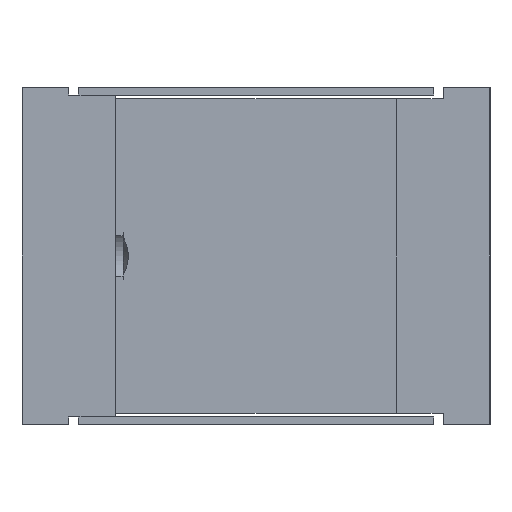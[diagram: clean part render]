
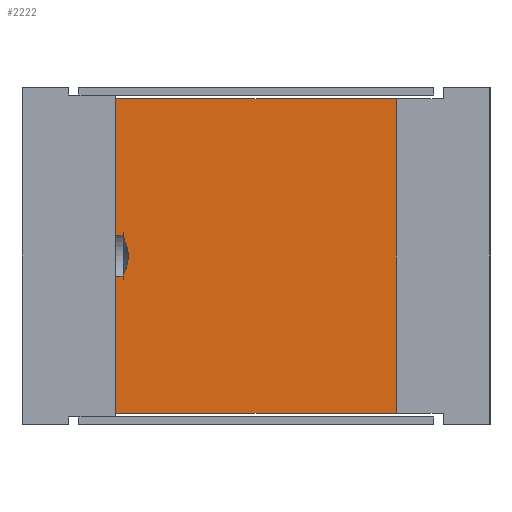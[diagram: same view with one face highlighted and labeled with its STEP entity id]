
A CAD part, left-side view. The second image highlights one B-rep face of the part: STEP entity #2222.
In plain terms, the highlighted planar face has unit normal (-1, 0, 0).
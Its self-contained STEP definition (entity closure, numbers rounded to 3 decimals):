
#1402=CARTESIAN_POINT('',(12.884,108.225,49.871));
#1403=VERTEX_POINT('',#1402);
#1411=CARTESIAN_POINT('',(12.884,110.225,49.871));
#1412=VERTEX_POINT('',#1411);
#1413=CARTESIAN_POINT('',(12.884,110.225,49.871));
#1414=DIRECTION('',(0.0,-1.0,0.0));
#1415=VECTOR('',#1414,2.0);
#1416=LINE('',#1413,#1415);
#1417=EDGE_CURVE('',#1412,#1403,#1416,.T.);
#1419=CARTESIAN_POINT('',(12.884,110.225,39.129));
#1420=VERTEX_POINT('',#1419);
#1428=CARTESIAN_POINT('',(12.884,108.225,39.129));
#1429=VERTEX_POINT('',#1428);
#1430=CARTESIAN_POINT('',(12.884,108.225,39.129));
#1431=DIRECTION('',(0.0,1.0,0.0));
#1432=VECTOR('',#1431,2.0);
#1433=LINE('',#1430,#1432);
#1434=EDGE_CURVE('',#1429,#1420,#1433,.T.);
#1462=CARTESIAN_POINT('',(12.884,108.225,49.871));
#1463=CARTESIAN_POINT('',(12.884,105.863,44.5));
#1464=CARTESIAN_POINT('',(12.884,108.225,39.129));
#1472=(BOUNDED_CURVE()B_SPLINE_CURVE(2,(#1462,#1463,#1464),.UNSPECIFIED.,.F.,.U.)B_SPLINE_CURVE_WITH_KNOTS((3,3),(0.0,11.103),.UNSPECIFIED.)CURVE()GEOMETRIC_REPRESENTATION_ITEM()RATIONAL_B_SPLINE_CURVE((1.0,1.468,1.0))REPRESENTATION_ITEM(''));
#1473=EDGE_CURVE('',#1403,#1429,#1472,.T.);
#1520=CARTESIAN_POINT('',(12.884,110.225,2.5));
#1521=VERTEX_POINT('',#1520);
#1528=CARTESIAN_POINT('',(12.884,110.225,2.5));
#1529=DIRECTION('',(0.0,0.0,1.0));
#1530=VECTOR('',#1529,36.629);
#1531=LINE('',#1528,#1530);
#1532=EDGE_CURVE('',#1521,#1420,#1531,.T.);
#1535=CARTESIAN_POINT('',(12.884,110.225,86.5));
#1536=VERTEX_POINT('',#1535);
#1537=CARTESIAN_POINT('',(12.884,110.225,49.871));
#1538=DIRECTION('',(0.0,0.0,1.0));
#1539=VECTOR('',#1538,36.629);
#1540=LINE('',#1537,#1539);
#1541=EDGE_CURVE('',#1412,#1536,#1540,.T.);
#2052=CARTESIAN_POINT('',(12.884,35.225,86.5));
#2053=VERTEX_POINT('',#2052);
#2054=CARTESIAN_POINT('',(12.884,35.225,86.5));
#2055=DIRECTION('',(0.0,1.0,0.0));
#2056=VECTOR('',#2055,75.);
#2057=LINE('',#2054,#2056);
#2058=EDGE_CURVE('',#2053,#1536,#2057,.T.);
#2108=CARTESIAN_POINT('',(12.884,35.225,2.5));
#2109=VERTEX_POINT('',#2108);
#2110=CARTESIAN_POINT('',(12.884,110.225,2.5));
#2111=DIRECTION('',(0.0,-1.0,0.0));
#2112=VECTOR('',#2111,75.);
#2113=LINE('',#2110,#2112);
#2114=EDGE_CURVE('',#1521,#2109,#2113,.T.);
#2202=CARTESIAN_POINT('',(12.884,35.225,-0.5));
#2203=DIRECTION('',(-1.0,0.0,0.0));
#2204=DIRECTION('',(0.0,0.0,1.0));
#2205=AXIS2_PLACEMENT_3D('',#2202,#2203,#2204);
#2206=PLANE('',#2205);
#2207=ORIENTED_EDGE('',*,*,#1434,.T.);
#2208=ORIENTED_EDGE('',*,*,#1532,.F.);
#2209=ORIENTED_EDGE('',*,*,#2114,.T.);
#2210=CARTESIAN_POINT('',(12.884,35.225,2.5));
#2211=DIRECTION('',(0.0,0.0,1.0));
#2212=VECTOR('',#2211,84.);
#2213=LINE('',#2210,#2212);
#2214=EDGE_CURVE('',#2109,#2053,#2213,.T.);
#2215=ORIENTED_EDGE('',*,*,#2214,.T.);
#2216=ORIENTED_EDGE('',*,*,#2058,.T.);
#2217=ORIENTED_EDGE('',*,*,#1541,.F.);
#2218=ORIENTED_EDGE('',*,*,#1417,.T.);
#2219=ORIENTED_EDGE('',*,*,#1473,.T.);
#2220=EDGE_LOOP('',(#2207,#2208,#2209,#2215,#2216,#2217,#2218,#2219));
#2221=FACE_OUTER_BOUND('',#2220,.T.);
#2222=ADVANCED_FACE('',(#2221),#2206,.T.);
